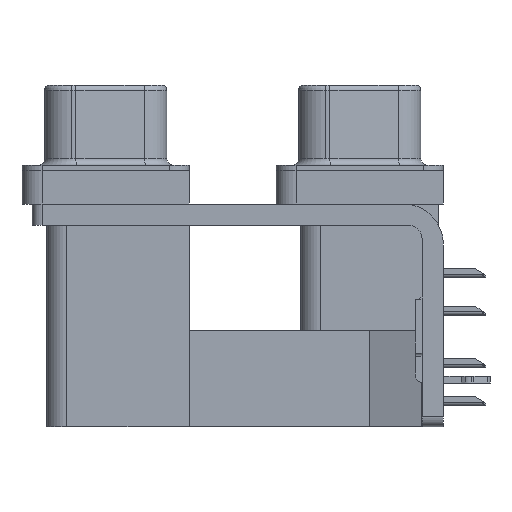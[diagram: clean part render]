
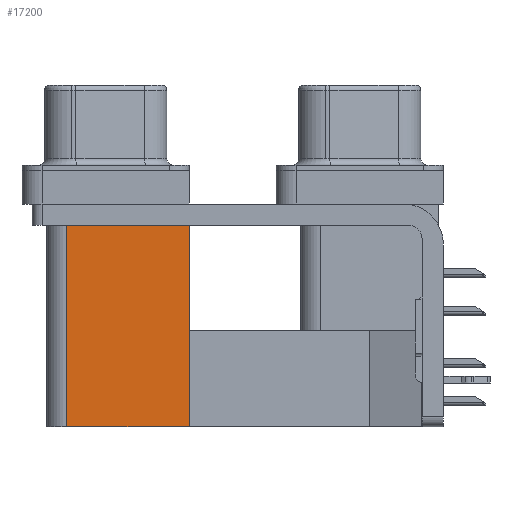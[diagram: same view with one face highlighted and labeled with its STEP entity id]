
A CAD part, left-side view. The second image highlights one B-rep face of the part: STEP entity #17200.
In plain terms, the highlighted planar face has unit normal (-1, 0, 0).
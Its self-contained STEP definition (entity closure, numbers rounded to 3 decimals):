
#411 = ORIENTED_EDGE ( 'NONE', *, *, #8757, .T. ) ;
#1121 = CARTESIAN_POINT ( 'NONE',  ( 3.79, 12.775, -19.2 ) ) ;
#2012 = VERTEX_POINT ( 'NONE', #6951 ) ;
#3282 = LINE ( 'NONE', #13999, #17330 ) ;
#4768 = VECTOR ( 'NONE', #25096, 1000. ) ;
#5073 = ORIENTED_EDGE ( 'NONE', *, *, #7554, .F. ) ;
#6951 = CARTESIAN_POINT ( 'NONE',  ( 3.79, 12.775, -19.2 ) ) ;
#7554 = EDGE_CURVE ( 'NONE', #2012, #14030, #11728, .T. ) ;
#7568 = AXIS2_PLACEMENT_3D ( 'NONE', #19382, #19523, #17144 ) ;
#7816 = LINE ( 'NONE', #20237, #26876 ) ;
#8206 = DIRECTION ( 'NONE',  ( 0., 1., 0. ) ) ;
#8757 = EDGE_CURVE ( 'NONE', #2012, #10773, #27208, .T. ) ;
#9642 = ORIENTED_EDGE ( 'NONE', *, *, #22401, .F. ) ;
#10773 = VERTEX_POINT ( 'NONE', #27439 ) ;
#11728 = LINE ( 'NONE', #1121, #14964 ) ;
#13999 = CARTESIAN_POINT ( 'NONE',  ( 3.79, 12.775, -2.5 ) ) ;
#14030 = VERTEX_POINT ( 'NONE', #20802 ) ;
#14328 = CARTESIAN_POINT ( 'NONE',  ( 3.79, 12.775, -19.2 ) ) ;
#14679 = ORIENTED_EDGE ( 'NONE', *, *, #15995, .T. ) ;
#14964 = VECTOR ( 'NONE', #8206, 1000. ) ;
#15185 = FACE_OUTER_BOUND ( 'NONE', #24619, .T. ) ;
#15708 = DIRECTION ( 'NONE',  ( 0., 1., 0. ) ) ;
#15995 = EDGE_CURVE ( 'NONE', #10773, #23112, #3282, .T. ) ;
#17144 = DIRECTION ( 'NONE',  ( 0., 0., -1. ) ) ;
#17200 = ADVANCED_FACE ( 'NONE', ( #15185 ), #23165, .F. ) ;
#17330 = VECTOR ( 'NONE', #15708, 1000. ) ;
#19382 = CARTESIAN_POINT ( 'NONE',  ( 3.79, 12.775, -19.2 ) ) ;
#19523 = DIRECTION ( 'NONE',  ( 1., 0., 0. ) ) ;
#20237 = CARTESIAN_POINT ( 'NONE',  ( 3.79, 21.975, -19.2 ) ) ;
#20802 = CARTESIAN_POINT ( 'NONE',  ( 3.79, 21.975, -19.2 ) ) ;
#22401 = EDGE_CURVE ( 'NONE', #14030, #23112, #7816, .T. ) ;
#23112 = VERTEX_POINT ( 'NONE', #27063 ) ;
#23165 = PLANE ( 'NONE',  #7568 ) ;
#24619 = EDGE_LOOP ( 'NONE', ( #14679, #9642, #5073, #411 ) ) ;
#25096 = DIRECTION ( 'NONE',  ( 0., 0., 1. ) ) ;
#26876 = VECTOR ( 'NONE', #27105, 1000. ) ;
#27063 = CARTESIAN_POINT ( 'NONE',  ( 3.79, 21.975, -2.5 ) ) ;
#27105 = DIRECTION ( 'NONE',  ( 0., 0., 1. ) ) ;
#27208 = LINE ( 'NONE', #14328, #4768 ) ;
#27439 = CARTESIAN_POINT ( 'NONE',  ( 3.79, 12.775, -2.5 ) ) ;
